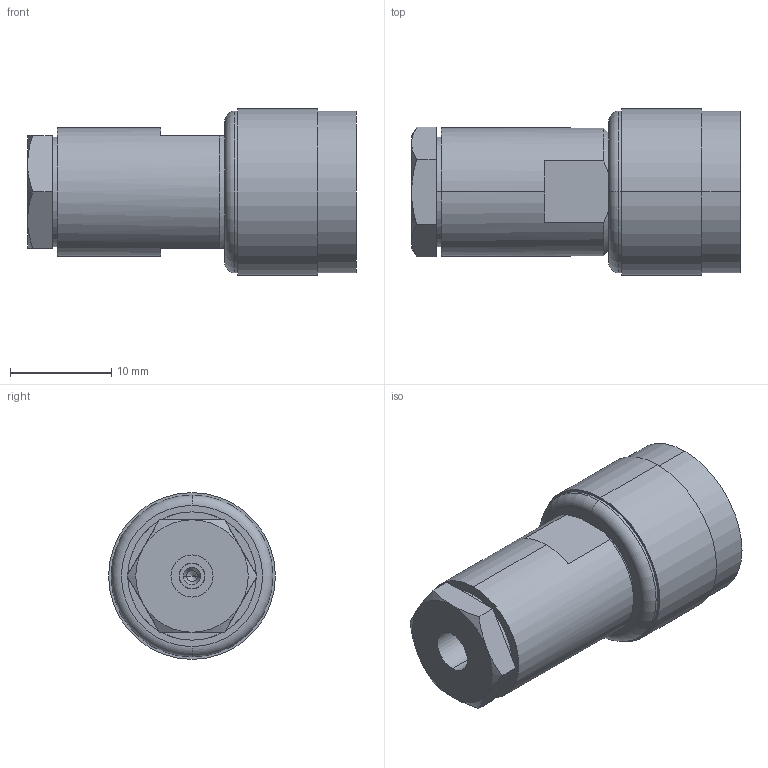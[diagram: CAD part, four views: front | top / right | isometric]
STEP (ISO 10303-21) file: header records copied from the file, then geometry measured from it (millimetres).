
FILE_DESCRIPTION (( 'STEP AP214' ), '1' );
FILE_NAME ('PL375-47-FM_3D.step', '2024-06-11T22:24:33', ( '' ), ( '' ), 'SwSTEP 2.0', 'SolidWorks 2022', '' );
FILE_SCHEMA (( 'AUTOMOTIVE_DESIGN' ));
Length unit declared in the file: inch
Products named in the file (4): Copy of PL375-47-MA3^PL375-47-FM; PL375-47-FM_3D; Copy of PL375-47-MA2^PL375-47-FM; Copy of PL375-47-MA1^PL375-47-FM
Assembly tree (3 placements, depth 2):
  PL375-47-FM_3D
    Copy of PL375-47-MA1^PL375-47-FM
    Copy of PL375-47-MA2^PL375-47-FM
    Copy of PL375-47-MA3^PL375-47-FM
Bounding box: 32.54 x 16.51 x 16.51 mm (x, y, z)
Volume: 4120.3 mm3; surface area: 4067.4 mm2
Topology: 3 solids, 3 shells, 203 faces, 478 edges, 292 vertices
Faces by surface type: cone 64, plane 64, cylinder 59, torus 16
Entity records: 6725 total; most frequent: CARTESIAN_POINT 1313, DIRECTION 1051, ORIENTED_EDGE 952, EDGE_CURVE 476, AXIS2_PLACEMENT_3D 422, VERTEX_POINT 292, EDGE_LOOP 222, CIRCLE 213
